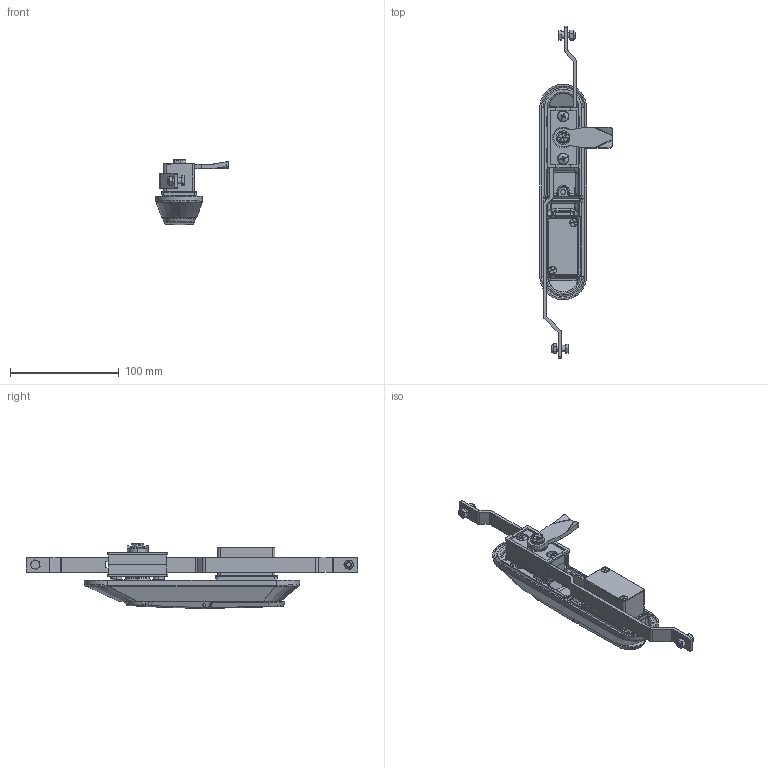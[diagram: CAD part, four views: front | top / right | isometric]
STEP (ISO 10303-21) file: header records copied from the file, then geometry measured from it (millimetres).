
FILE_DESCRIPTION (( 'STEP AP214' ), '1' );
FILE_NAME ('409.1.1.2.1.2.03.30.STEP', '2021-08-31T06:12:31', ( '' ), ( '' ), 'SwSTEP 2.0', 'SolidWorks 2019', '' );
FILE_SCHEMA (( 'AUTOMOTIVE_DESIGN' ));
Length unit declared in the file: millimetre
Products named in the file (27): Imported22_Varsay_lan.STEP; Imported2_Varsay_lan.STEP; Imported7_Varsay_lan.STEP; Imported10_Varsay_lan.STEP; Imported4_Varsay_lan.STEP; Imported6_Varsay_lan.STEP; Imported5_Varsay_lan.STEP; Imported18_Varsay_lan.STEP; Imported24_Varsay_lan.STEP; Imported25_Varsay_lan.STEP; Imported14_Varsay_lan.STEP; Imported20_Varsay_lan.STEP; Imported13_Varsay_lan.STEP; Imported19_Varsay_lan.STEP; Imported3_Varsay_lan.STEP; 409.1.1.2.1.2.03.30.STEP; Imported9_Varsay_lan.STEP; Imported12_Varsay_lan.STEP; Imported23_Varsay_lan.STEP; Imported15_Varsay_lan.STEP; Imported16_Varsay_lan.STEP; Imported17_Varsay_lan.STEP; Imported8_Varsay_lan.STEP; 20301365_Varsay_lan.STEP; Imported21_Varsay_lan.STEP; 409.1.1.2.1.2.03.30; Imported11_Varsay_lan.STEP
Assembly tree (26 placements, depth 3):
  409.1.1.2.1.2.03.30
    409.1.1.2.1.2.03.30.STEP
      Imported11_Varsay_lan.STEP
      Imported16_Varsay_lan.STEP
      Imported13_Varsay_lan.STEP
      Imported25_Varsay_lan.STEP
      Imported18_Varsay_lan.STEP
      Imported10_Varsay_lan.STEP
      Imported21_Varsay_lan.STEP
      Imported7_Varsay_lan.STEP
      Imported4_Varsay_lan.STEP
      Imported15_Varsay_lan.STEP
      Imported24_Varsay_lan.STEP
      Imported5_Varsay_lan.STEP
      Imported2_Varsay_lan.STEP
      Imported19_Varsay_lan.STEP
      Imported9_Varsay_lan.STEP
      Imported14_Varsay_lan.STEP
      Imported6_Varsay_lan.STEP
      Imported8_Varsay_lan.STEP
      Imported22_Varsay_lan.STEP
      Imported12_Varsay_lan.STEP
      Imported20_Varsay_lan.STEP
      Imported17_Varsay_lan.STEP
      Imported23_Varsay_lan.STEP
      Imported3_Varsay_lan.STEP
      20301365_Varsay_lan.STEP
Bounding box: 66.6 x 305 x 60.03 mm (x, y, z)
Volume: 178903.3 mm3; surface area: 112581.2 mm2
Topology: 25 solids, 25 shells, 2354 faces, 5894 edges, 3570 vertices
Faces by surface type: plane 823, cylinder 735, bspline 385, torus 226, cone 128, sphere 57
Entity records: 101986 total; most frequent: CARTESIAN_POINT 47188, ORIENTED_EDGE 11652, DIRECTION 10985, EDGE_CURVE 5826, AXIS2_PLACEMENT_3D 4218, VERTEX_POINT 3570, LINE 2549, VECTOR 2549
